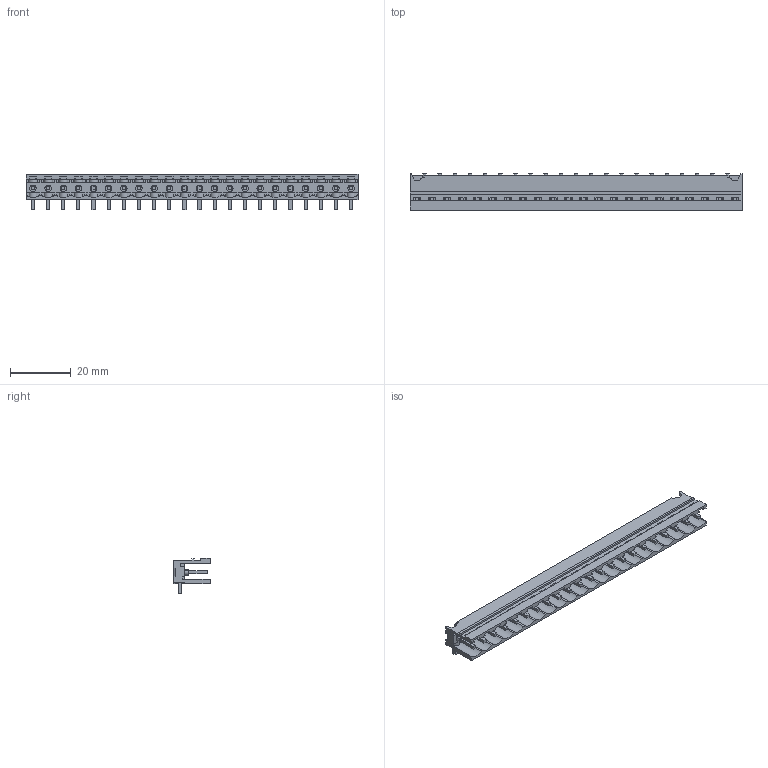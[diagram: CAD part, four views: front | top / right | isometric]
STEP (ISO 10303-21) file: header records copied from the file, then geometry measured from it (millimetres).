
FILE_DESCRIPTION(('CATIA V5 STEP Exchange','CAx-IF Rec.Pracs.--- Model Styling and Organization---1.2---2011-12-15'),'2;1');
FILE_NAME ('D1457096_0_1840090000_1840090000.stp','2018-03-08T08:10:04+00:00',('none'),('Weidmueller'),'CATIA Version 5-6 Release 2014','CATIA V5 STEP AP214','none');
FILE_SCHEMA(('AUTOMOTIVE_DESIGN { 1 0 10303 214 1 1 1 1 }'));
Length unit declared in the file: millimetre
Products named in the file (1): 1840090000
Bounding box: 109.6 x 12 x 11.63 mm (x, y, z)
Volume: 3852.9 mm3; surface area: 9607.9 mm2
Topology: 23 solids, 23 shells, 1421 faces, 4371 edges, 2952 vertices
Faces by surface type: plane 1183, cylinder 238
Entity records: 44799 total; most frequent: CARTESIAN_POINT 8912, ORIENTED_EDGE 8742, DIRECTION 5499, EDGE_CURVE 4371, VECTOR 3647, LINE 3647, VERTEX_POINT 2952, EDGE_LOOP 1465
